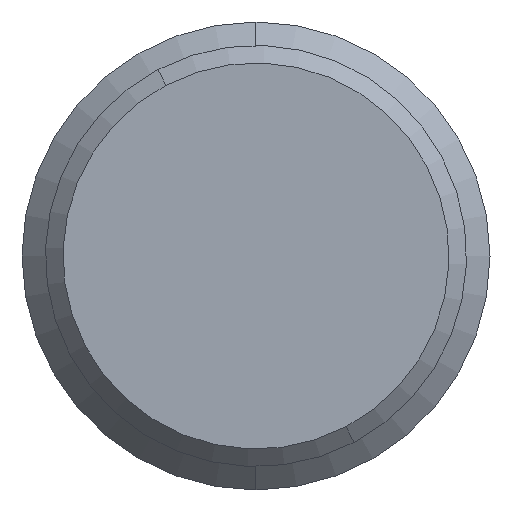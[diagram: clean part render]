
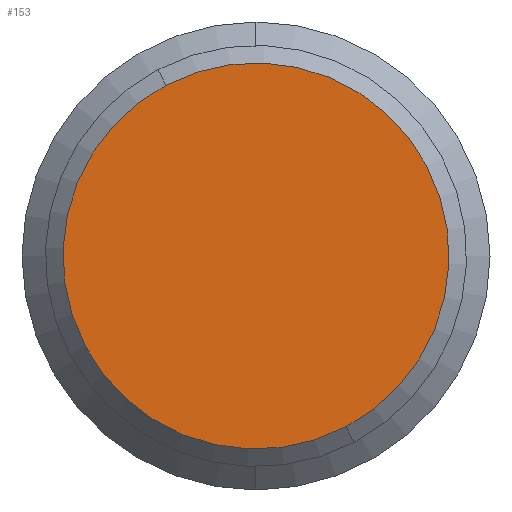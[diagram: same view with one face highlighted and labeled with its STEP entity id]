
A CAD part, left-side view. The second image highlights one B-rep face of the part: STEP entity #153.
In plain terms, the highlighted planar face has unit normal (-1, 0, 0).
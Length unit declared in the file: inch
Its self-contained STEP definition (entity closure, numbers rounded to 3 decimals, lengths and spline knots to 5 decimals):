
#130 = AXIS2_PLACEMENT_3D ( 'NONE', #499, #620, #736 ) ;
#153 = ADVANCED_FACE ( 'NONE', ( #398 ), #364, .T. ) ;
#185 = EDGE_LOOP ( 'NONE', ( #860, #1170 ) ) ;
#190 = DIRECTION ( 'NONE',  ( 1., 0., 0. ) ) ;
#199 = DIRECTION ( 'NONE',  ( 0., 0.466, 0.885 ) ) ;
#206 = AXIS2_PLACEMENT_3D ( 'NONE', #1073, #1189, #449 ) ;
#358 = EDGE_CURVE ( 'NONE', #942, #1222, #671, .T. ) ;
#364 = PLANE ( 'NONE',  #130 ) ;
#398 = FACE_OUTER_BOUND ( 'NONE', #185, .T. ) ;
#449 = DIRECTION ( 'NONE',  ( 0., 0.466, 0.885 ) ) ;
#499 = CARTESIAN_POINT ( 'NONE',  ( -0.03937, -0.06602, -0.12542 ) ) ;
#620 = DIRECTION ( 'NONE',  ( -1., 0., 0. ) ) ;
#648 = CARTESIAN_POINT ( 'NONE',  ( -0.03937, -0.06052, -0.11496 ) ) ;
#671 = CIRCLE ( 'NONE', #206, 0.12992 ) ;
#736 = DIRECTION ( 'NONE',  ( 0., -0.466, -0.885 ) ) ;
#786 = AXIS2_PLACEMENT_3D ( 'NONE', #945, #190, #199 ) ;
#860 = ORIENTED_EDGE ( 'NONE', *, *, #1515, .F. ) ;
#942 = VERTEX_POINT ( 'NONE', #648 ) ;
#945 = CARTESIAN_POINT ( 'NONE',  ( -0.03937, 0., 0. ) ) ;
#1073 = CARTESIAN_POINT ( 'NONE',  ( -0.03937, 0., 0. ) ) ;
#1087 = CARTESIAN_POINT ( 'NONE',  ( -0.03937, 0.06052, 0.11496 ) ) ;
#1115 = CIRCLE ( 'NONE', #786, 0.12992 ) ;
#1170 = ORIENTED_EDGE ( 'NONE', *, *, #358, .F. ) ;
#1189 = DIRECTION ( 'NONE',  ( 1., 0., 0. ) ) ;
#1222 = VERTEX_POINT ( 'NONE', #1087 ) ;
#1515 = EDGE_CURVE ( 'NONE', #1222, #942, #1115, .T. ) ;
